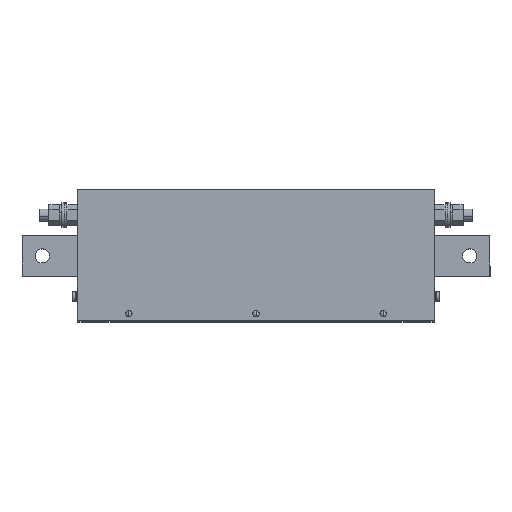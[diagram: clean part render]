
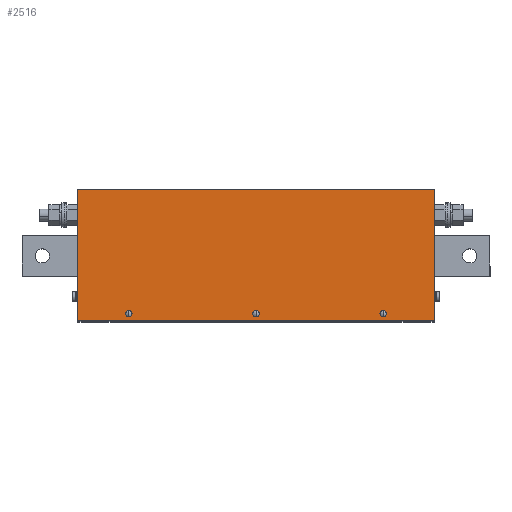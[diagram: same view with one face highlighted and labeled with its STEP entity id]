
A CAD part, top view. The second image highlights one B-rep face of the part: STEP entity #2516.
In plain terms, the highlighted planar face has unit normal (0, 0, 1).
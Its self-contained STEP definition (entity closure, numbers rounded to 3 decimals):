
#37 = ORIENTED_EDGE ( 'NONE', *, *, #5974, .F. ) ;
#176 = CARTESIAN_POINT ( 'NONE',  ( -175., 129., 115. ) ) ;
#235 = FACE_BOUND ( 'NONE', #3473, .T. ) ;
#308 = CARTESIAN_POINT ( 'NONE',  ( -128.15, 7., 115. ) ) ;
#557 = DIRECTION ( 'NONE',  ( 0., 1., 0. ) ) ;
#570 = CARTESIAN_POINT ( 'NONE',  ( 3.15, 7., 115. ) ) ;
#604 = VERTEX_POINT ( 'NONE', #4189 ) ;
#717 = PLANE ( 'NONE',  #6401 ) ;
#719 = EDGE_CURVE ( 'NONE', #6689, #1279, #2209, .T. ) ;
#725 = AXIS2_PLACEMENT_3D ( 'NONE', #2838, #1231, #5101 ) ;
#901 = ORIENTED_EDGE ( 'NONE', *, *, #6344, .F. ) ;
#958 = CARTESIAN_POINT ( 'NONE',  ( 175., 129., 115. ) ) ;
#1080 = VERTEX_POINT ( 'NONE', #4907 ) ;
#1091 = DIRECTION ( 'NONE',  ( 0., -1., 0. ) ) ;
#1231 = DIRECTION ( 'NONE',  ( 0., 0., 1. ) ) ;
#1279 = VERTEX_POINT ( 'NONE', #2943 ) ;
#1454 = EDGE_CURVE ( 'NONE', #2369, #4387, #3533, .T. ) ;
#1512 = LINE ( 'NONE', #958, #1525 ) ;
#1514 = VECTOR ( 'NONE', #2877, 1000. ) ;
#1525 = VECTOR ( 'NONE', #3779, 1000. ) ;
#1552 = ORIENTED_EDGE ( 'NONE', *, *, #719, .F. ) ;
#1728 = CARTESIAN_POINT ( 'NONE',  ( 175., 129., 115. ) ) ;
#1782 = CIRCLE ( 'NONE', #7001, 3.15 ) ;
#1797 = CIRCLE ( 'NONE', #725, 3.15 ) ;
#1870 = DIRECTION ( 'NONE',  ( 0., 0., 1. ) ) ;
#1871 = CIRCLE ( 'NONE', #3175, 3.15 ) ;
#1942 = FACE_BOUND ( 'NONE', #5335, .T. ) ;
#1998 = CIRCLE ( 'NONE', #6742, 3.15 ) ;
#2021 = VECTOR ( 'NONE', #5126, 1000. ) ;
#2209 = LINE ( 'NONE', #4470, #6159 ) ;
#2276 = ORIENTED_EDGE ( 'NONE', *, *, #4969, .T. ) ;
#2369 = VERTEX_POINT ( 'NONE', #7191 ) ;
#2370 = VERTEX_POINT ( 'NONE', #2697 ) ;
#2396 = EDGE_LOOP ( 'NONE', ( #2854, #6362 ) ) ;
#2429 = CARTESIAN_POINT ( 'NONE',  ( 125., 7., 115. ) ) ;
#2505 = DIRECTION ( 'NONE',  ( 0., 0., -1. ) ) ;
#2516 = ADVANCED_FACE ( 'NONE', ( #235, #1942, #5955, #5361 ), #717, .F. ) ;
#2697 = CARTESIAN_POINT ( 'NONE',  ( 128.15, 7., 115. ) ) ;
#2707 = CARTESIAN_POINT ( 'NONE',  ( 175., 129., 115. ) ) ;
#2746 = ORIENTED_EDGE ( 'NONE', *, *, #1454, .F. ) ;
#2793 = EDGE_LOOP ( 'NONE', ( #7322, #901, #1552, #2276 ) ) ;
#2819 = ORIENTED_EDGE ( 'NONE', *, *, #7168, .F. ) ;
#2838 = CARTESIAN_POINT ( 'NONE',  ( 0., 7., 115. ) ) ;
#2854 = ORIENTED_EDGE ( 'NONE', *, *, #4078, .F. ) ;
#2877 = DIRECTION ( 'NONE',  ( 0., -1., 0. ) ) ;
#2905 = DIRECTION ( 'NONE',  ( 0., 1., 0. ) ) ;
#2943 = CARTESIAN_POINT ( 'NONE',  ( 175., 0., 115. ) ) ;
#2947 = CARTESIAN_POINT ( 'NONE',  ( -175., 129., 115. ) ) ;
#2987 = DIRECTION ( 'NONE',  ( 0., 1., 0. ) ) ;
#3175 = AXIS2_PLACEMENT_3D ( 'NONE', #5696, #3463, #4576 ) ;
#3199 = DIRECTION ( 'NONE',  ( 0., 0., 1. ) ) ;
#3324 = AXIS2_PLACEMENT_3D ( 'NONE', #5726, #3422, #557 ) ;
#3422 = DIRECTION ( 'NONE',  ( 0., 0., 1. ) ) ;
#3426 = LINE ( 'NONE', #2947, #1514 ) ;
#3463 = DIRECTION ( 'NONE',  ( 0., 0., 1. ) ) ;
#3473 = EDGE_LOOP ( 'NONE', ( #5969, #37 ) ) ;
#3533 = CIRCLE ( 'NONE', #4953, 3.15 ) ;
#3779 = DIRECTION ( 'NONE',  ( -1., 0., 0. ) ) ;
#3871 = VERTEX_POINT ( 'NONE', #6554 ) ;
#3913 = DIRECTION ( 'NONE',  ( 0., 0., 1. ) ) ;
#4078 = EDGE_CURVE ( 'NONE', #604, #5740, #1871, .T. ) ;
#4114 = EDGE_CURVE ( 'NONE', #5321, #1080, #3426, .T. ) ;
#4189 = CARTESIAN_POINT ( 'NONE',  ( -121.85, 7., 115. ) ) ;
#4387 = VERTEX_POINT ( 'NONE', #570 ) ;
#4470 = CARTESIAN_POINT ( 'NONE',  ( 175., 129., 115. ) ) ;
#4501 = EDGE_CURVE ( 'NONE', #2370, #3871, #1998, .T. ) ;
#4576 = DIRECTION ( 'NONE',  ( 0., 1., 0. ) ) ;
#4767 = DIRECTION ( 'NONE',  ( 0., 1., 0. ) ) ;
#4907 = CARTESIAN_POINT ( 'NONE',  ( -175., 0., 115. ) ) ;
#4953 = AXIS2_PLACEMENT_3D ( 'NONE', #6654, #3199, #7097 ) ;
#4969 = EDGE_CURVE ( 'NONE', #6689, #5321, #1512, .T. ) ;
#5099 = CARTESIAN_POINT ( 'NONE',  ( 125., 7., 115. ) ) ;
#5101 = DIRECTION ( 'NONE',  ( 0., 1., 0. ) ) ;
#5126 = DIRECTION ( 'NONE',  ( -1., 0., 0. ) ) ;
#5157 = CARTESIAN_POINT ( 'NONE',  ( 175., 0., 115. ) ) ;
#5321 = VERTEX_POINT ( 'NONE', #176 ) ;
#5335 = EDGE_LOOP ( 'NONE', ( #2819, #2746 ) ) ;
#5361 = FACE_OUTER_BOUND ( 'NONE', #2793, .T. ) ;
#5696 = CARTESIAN_POINT ( 'NONE',  ( -125., 7., 115. ) ) ;
#5726 = CARTESIAN_POINT ( 'NONE',  ( -125., 7., 115. ) ) ;
#5740 = VERTEX_POINT ( 'NONE', #308 ) ;
#5935 = CIRCLE ( 'NONE', #3324, 3.15 ) ;
#5955 = FACE_BOUND ( 'NONE', #2396, .T. ) ;
#5969 = ORIENTED_EDGE ( 'NONE', *, *, #4501, .F. ) ;
#5974 = EDGE_CURVE ( 'NONE', #3871, #2370, #1782, .T. ) ;
#5984 = EDGE_CURVE ( 'NONE', #5740, #604, #5935, .T. ) ;
#6159 = VECTOR ( 'NONE', #1091, 1000. ) ;
#6281 = LINE ( 'NONE', #5157, #2021 ) ;
#6344 = EDGE_CURVE ( 'NONE', #1279, #1080, #6281, .T. ) ;
#6362 = ORIENTED_EDGE ( 'NONE', *, *, #5984, .F. ) ;
#6401 = AXIS2_PLACEMENT_3D ( 'NONE', #1728, #2505, #2987 ) ;
#6554 = CARTESIAN_POINT ( 'NONE',  ( 121.85, 7., 115. ) ) ;
#6654 = CARTESIAN_POINT ( 'NONE',  ( 0., 7., 115. ) ) ;
#6689 = VERTEX_POINT ( 'NONE', #2707 ) ;
#6742 = AXIS2_PLACEMENT_3D ( 'NONE', #2429, #1870, #4767 ) ;
#7001 = AXIS2_PLACEMENT_3D ( 'NONE', #5099, #3913, #2905 ) ;
#7097 = DIRECTION ( 'NONE',  ( 0., 1., 0. ) ) ;
#7168 = EDGE_CURVE ( 'NONE', #4387, #2369, #1797, .T. ) ;
#7191 = CARTESIAN_POINT ( 'NONE',  ( -3.15, 7., 115. ) ) ;
#7322 = ORIENTED_EDGE ( 'NONE', *, *, #4114, .T. ) ;
